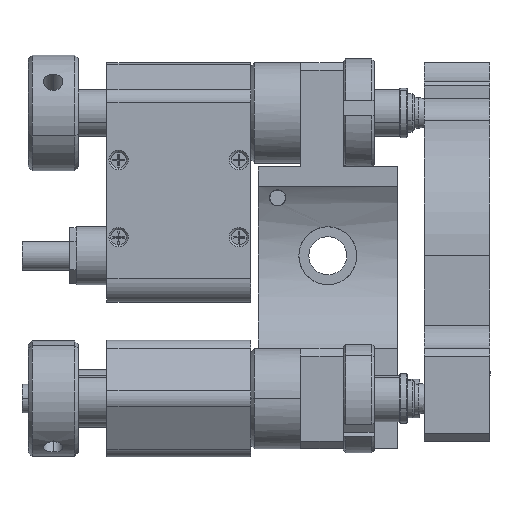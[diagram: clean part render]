
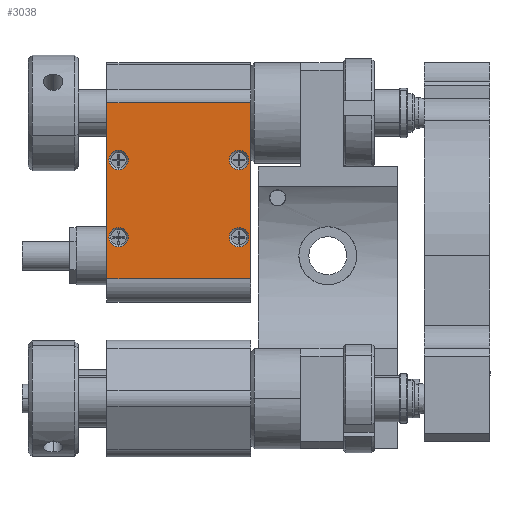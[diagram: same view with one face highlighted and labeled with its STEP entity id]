
A CAD part, left-side view. The second image highlights one B-rep face of the part: STEP entity #3038.
In plain terms, the highlighted face is planar.
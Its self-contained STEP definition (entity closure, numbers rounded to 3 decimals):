
#23 = CARTESIAN_POINT ( 'NONE',  ( -94.853, -17.326, -48.253 ) ) ;
#242 = VERTEX_POINT ( 'NONE', #9180 ) ;
#274 = CIRCLE ( 'NONE', #2294, 1.25 ) ;
#408 = DIRECTION ( 'NONE',  ( 1., 0., 0. ) ) ;
#709 = CIRCLE ( 'NONE', #4768, 1.25 ) ;
#1106 = AXIS2_PLACEMENT_3D ( 'NONE', #5775, #17087, #15859 ) ;
#1134 = ORIENTED_EDGE ( 'NONE', *, *, #17988, .T. ) ;
#1153 = VERTEX_POINT ( 'NONE', #15738 ) ;
#1167 = LINE ( 'NONE', #16587, #4048 ) ;
#1197 = FACE_BOUND ( 'NONE', #12986, .T. ) ;
#1501 = CARTESIAN_POINT ( 'NONE',  ( -112.248, -18.826, -48.253 ) ) ;
#2078 = FACE_BOUND ( 'NONE', #13579, .T. ) ;
#2294 = AXIS2_PLACEMENT_3D ( 'NONE', #9661, #9478, #16800 ) ;
#2352 = DIRECTION ( 'NONE',  ( 0., 0., -1. ) ) ;
#2369 = DIRECTION ( 'NONE',  ( -1., 0., 0. ) ) ;
#2485 = CARTESIAN_POINT ( 'NONE',  ( -102.248, -34.426, -48.253 ) ) ;
#2741 = VERTEX_POINT ( 'NONE', #17959 ) ;
#3038 = ADVANCED_FACE ( 'NONE', ( #2078, #1197, #15459, #15930, #16569 ), #11155, .F. ) ;
#3158 = CARTESIAN_POINT ( 'NONE',  ( -117.648, -35.926, -48.253 ) ) ;
#3159 = CARTESIAN_POINT ( 'NONE',  ( -117.648, -35.926, -48.253 ) ) ;
#3197 = DIRECTION ( 'NONE',  ( 0., 0., -1. ) ) ;
#3264 = ORIENTED_EDGE ( 'NONE', *, *, #13593, .T. ) ;
#3285 = CARTESIAN_POINT ( 'NONE',  ( -102.248, -34.426, -48.253 ) ) ;
#3523 = CIRCLE ( 'NONE', #10087, 1.25 ) ;
#3759 = LINE ( 'NONE', #13633, #9531 ) ;
#4048 = VECTOR ( 'NONE', #2369, 1000. ) ;
#4162 = ORIENTED_EDGE ( 'NONE', *, *, #17727, .F. ) ;
#4532 = ORIENTED_EDGE ( 'NONE', *, *, #5486, .F. ) ;
#4768 = AXIS2_PLACEMENT_3D ( 'NONE', #8570, #17208, #11678 ) ;
#5111 = VERTEX_POINT ( 'NONE', #18118 ) ;
#5430 = CARTESIAN_POINT ( 'NONE',  ( -94.853, -35.926, -48.253 ) ) ;
#5486 = EDGE_CURVE ( 'NONE', #15136, #12406, #14907, .T. ) ;
#5775 = CARTESIAN_POINT ( 'NONE',  ( -112.248, -34.426, -48.253 ) ) ;
#5802 = CARTESIAN_POINT ( 'NONE',  ( -110.998, -34.426, -48.253 ) ) ;
#5804 = VERTEX_POINT ( 'NONE', #8723 ) ;
#6110 = VERTEX_POINT ( 'NONE', #12557 ) ;
#6277 = CARTESIAN_POINT ( 'NONE',  ( -100.998, -18.826, -48.253 ) ) ;
#6293 = CARTESIAN_POINT ( 'NONE',  ( -117.648, -35.926, -48.253 ) ) ;
#6394 = VECTOR ( 'NONE', #7622, 1000. ) ;
#6400 = EDGE_CURVE ( 'NONE', #11789, #1153, #15985, .T. ) ;
#6933 = ORIENTED_EDGE ( 'NONE', *, *, #12958, .T. ) ;
#7622 = DIRECTION ( 'NONE',  ( 0., 1., 0. ) ) ;
#8234 = DIRECTION ( 'NONE',  ( 1., 0., 0. ) ) ;
#8288 = EDGE_LOOP ( 'NONE', ( #14263, #6933 ) ) ;
#8405 = CIRCLE ( 'NONE', #1106, 1.25 ) ;
#8570 = CARTESIAN_POINT ( 'NONE',  ( -102.248, -18.826, -48.253 ) ) ;
#8683 = ORIENTED_EDGE ( 'NONE', *, *, #9003, .F. ) ;
#8690 = DIRECTION ( 'NONE',  ( 1., 0., 0. ) ) ;
#8723 = CARTESIAN_POINT ( 'NONE',  ( -113.498, -34.426, -48.253 ) ) ;
#8839 = CARTESIAN_POINT ( 'NONE',  ( -112.248, -18.826, -48.253 ) ) ;
#9003 = EDGE_CURVE ( 'NONE', #14742, #15136, #3759, .T. ) ;
#9180 = CARTESIAN_POINT ( 'NONE',  ( -117.648, -17.326, -48.253 ) ) ;
#9188 = EDGE_LOOP ( 'NONE', ( #1134, #9787 ) ) ;
#9478 = DIRECTION ( 'NONE',  ( 0., 0., -1. ) ) ;
#9531 = VECTOR ( 'NONE', #15091, 1000. ) ;
#9661 = CARTESIAN_POINT ( 'NONE',  ( -112.248, -34.426, -48.253 ) ) ;
#9740 = CIRCLE ( 'NONE', #11493, 1.25 ) ;
#9787 = ORIENTED_EDGE ( 'NONE', *, *, #12353, .T. ) ;
#9920 = CARTESIAN_POINT ( 'NONE',  ( -100.998, -34.426, -48.253 ) ) ;
#10087 = AXIS2_PLACEMENT_3D ( 'NONE', #13728, #2352, #15251 ) ;
#10206 = VERTEX_POINT ( 'NONE', #5802 ) ;
#10208 = EDGE_LOOP ( 'NONE', ( #17679, #4162, #4532, #8683 ) ) ;
#11080 = ORIENTED_EDGE ( 'NONE', *, *, #14011, .T. ) ;
#11155 = PLANE ( 'NONE',  #14334 ) ;
#11196 = CIRCLE ( 'NONE', #13968, 1.25 ) ;
#11333 = ORIENTED_EDGE ( 'NONE', *, *, #14727, .T. ) ;
#11446 = DIRECTION ( 'NONE',  ( 0., 0., -1. ) ) ;
#11493 = AXIS2_PLACEMENT_3D ( 'NONE', #1501, #11446, #8690 ) ;
#11678 = DIRECTION ( 'NONE',  ( 1., 0., 0. ) ) ;
#11789 = VERTEX_POINT ( 'NONE', #9920 ) ;
#12016 = CIRCLE ( 'NONE', #16604, 1.25 ) ;
#12070 = EDGE_CURVE ( 'NONE', #14742, #242, #1167, .T. ) ;
#12353 = EDGE_CURVE ( 'NONE', #2741, #15592, #709, .T. ) ;
#12400 = DIRECTION ( 'NONE',  ( 0., 0., -1. ) ) ;
#12406 = VERTEX_POINT ( 'NONE', #3158 ) ;
#12411 = VECTOR ( 'NONE', #17616, 1000. ) ;
#12557 = CARTESIAN_POINT ( 'NONE',  ( -110.998, -18.826, -48.253 ) ) ;
#12618 = LINE ( 'NONE', #3159, #6394 ) ;
#12750 = CARTESIAN_POINT ( 'NONE',  ( -94.853, -35.926, -48.253 ) ) ;
#12958 = EDGE_CURVE ( 'NONE', #5111, #6110, #12016, .T. ) ;
#12986 = EDGE_LOOP ( 'NONE', ( #11333, #11080 ) ) ;
#13302 = DIRECTION ( 'NONE',  ( 0., 0., -1. ) ) ;
#13579 = EDGE_LOOP ( 'NONE', ( #14916, #3264 ) ) ;
#13593 = EDGE_CURVE ( 'NONE', #1153, #11789, #11196, .T. ) ;
#13633 = CARTESIAN_POINT ( 'NONE',  ( -94.853, -35.926, -48.253 ) ) ;
#13728 = CARTESIAN_POINT ( 'NONE',  ( -102.248, -18.826, -48.253 ) ) ;
#13968 = AXIS2_PLACEMENT_3D ( 'NONE', #2485, #12400, #8234 ) ;
#14011 = EDGE_CURVE ( 'NONE', #5804, #10206, #274, .T. ) ;
#14226 = DIRECTION ( 'NONE',  ( 0., 0., -1. ) ) ;
#14263 = ORIENTED_EDGE ( 'NONE', *, *, #17626, .T. ) ;
#14334 = AXIS2_PLACEMENT_3D ( 'NONE', #12750, #14226, #18406 ) ;
#14727 = EDGE_CURVE ( 'NONE', #10206, #5804, #8405, .T. ) ;
#14742 = VERTEX_POINT ( 'NONE', #23 ) ;
#14907 = LINE ( 'NONE', #6293, #12411 ) ;
#14916 = ORIENTED_EDGE ( 'NONE', *, *, #6400, .T. ) ;
#15091 = DIRECTION ( 'NONE',  ( 0., -1., 0. ) ) ;
#15136 = VERTEX_POINT ( 'NONE', #5430 ) ;
#15251 = DIRECTION ( 'NONE',  ( 1., 0., 0. ) ) ;
#15459 = FACE_BOUND ( 'NONE', #9188, .T. ) ;
#15565 = AXIS2_PLACEMENT_3D ( 'NONE', #3285, #13302, #16585 ) ;
#15592 = VERTEX_POINT ( 'NONE', #6277 ) ;
#15738 = CARTESIAN_POINT ( 'NONE',  ( -103.498, -34.426, -48.253 ) ) ;
#15859 = DIRECTION ( 'NONE',  ( 1., 0., 0. ) ) ;
#15930 = FACE_BOUND ( 'NONE', #8288, .T. ) ;
#15985 = CIRCLE ( 'NONE', #15565, 1.25 ) ;
#16569 = FACE_OUTER_BOUND ( 'NONE', #10208, .T. ) ;
#16585 = DIRECTION ( 'NONE',  ( 1., 0., 0. ) ) ;
#16587 = CARTESIAN_POINT ( 'NONE',  ( -117.648, -17.326, -48.253 ) ) ;
#16604 = AXIS2_PLACEMENT_3D ( 'NONE', #8839, #3197, #408 ) ;
#16800 = DIRECTION ( 'NONE',  ( 1., 0., 0. ) ) ;
#17087 = DIRECTION ( 'NONE',  ( 0., 0., -1. ) ) ;
#17208 = DIRECTION ( 'NONE',  ( 0., 0., -1. ) ) ;
#17616 = DIRECTION ( 'NONE',  ( -1., 0., 0. ) ) ;
#17626 = EDGE_CURVE ( 'NONE', #6110, #5111, #9740, .T. ) ;
#17679 = ORIENTED_EDGE ( 'NONE', *, *, #12070, .T. ) ;
#17727 = EDGE_CURVE ( 'NONE', #12406, #242, #12618, .T. ) ;
#17959 = CARTESIAN_POINT ( 'NONE',  ( -103.498, -18.826, -48.253 ) ) ;
#17988 = EDGE_CURVE ( 'NONE', #15592, #2741, #3523, .T. ) ;
#18118 = CARTESIAN_POINT ( 'NONE',  ( -113.498, -18.826, -48.253 ) ) ;
#18406 = DIRECTION ( 'NONE',  ( -1., 0., 0. ) ) ;
